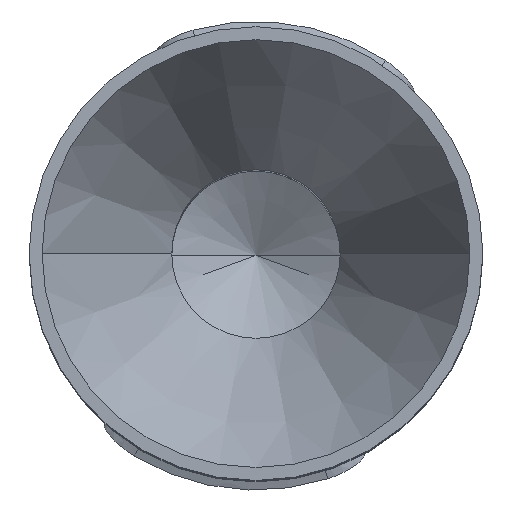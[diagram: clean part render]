
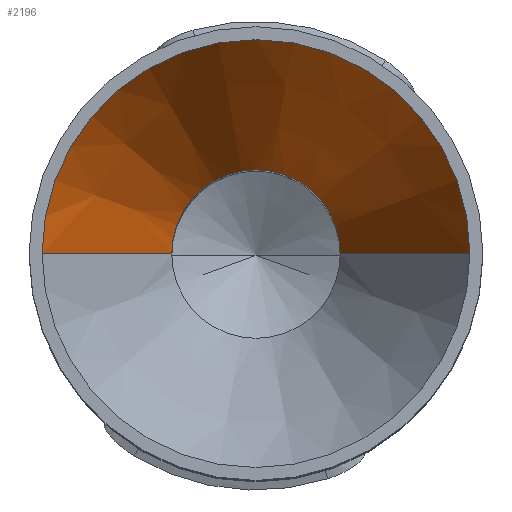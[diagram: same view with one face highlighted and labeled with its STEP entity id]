
A CAD part, top view. The second image highlights one B-rep face of the part: STEP entity #2196.
In plain terms, the highlighted conical face has half-angle 29.22 degrees and reference radius 1.15 mm.
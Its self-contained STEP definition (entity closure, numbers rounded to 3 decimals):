
#1=CARTESIAN_POINT('',(0.,0.,9.473));
#2=DIRECTION('',(0.,0.,-1.));
#3=DIRECTION('',(-1.,0.,0.));
#4=AXIS2_PLACEMENT_3D('',#1,#2,#3);
#6=DIRECTION('',(0.488,0.,-0.873));
#7=VECTOR('',#6,2.049);
#8=CARTESIAN_POINT('',(-1.65,0.,9.473));
#9=LINE('',#8,#7);
#10=DIRECTION('',(-0.488,0.,-0.873));
#11=VECTOR('',#10,2.049);
#12=CARTESIAN_POINT('',(1.65,0.,9.473));
#13=LINE('',#12,#11);
#37=CARTESIAN_POINT('',(0.,0.,7.685));
#38=DIRECTION('',(0.,0.,-1.));
#39=DIRECTION('',(-1.,0.,0.));
#40=AXIS2_PLACEMENT_3D('',#37,#38,#39);
#1905=CARTESIAN_POINT('',(-1.65,0.,9.473));
#1906=CARTESIAN_POINT('',(1.65,0.,9.473));
#1907=VERTEX_POINT('',#1905);
#1908=VERTEX_POINT('',#1906);
#2173=CARTESIAN_POINT('',(-0.65,0.,7.685));
#2174=VERTEX_POINT('',#2173);
#2175=CARTESIAN_POINT('',(0.65,0.,7.685));
#2176=VERTEX_POINT('',#2175);
#2181=CARTESIAN_POINT('',(0.,0.,8.579));
#2182=DIRECTION('',(0.,0.,1.));
#2183=DIRECTION('',(-1.,0.,0.));
#2184=AXIS2_PLACEMENT_3D('',#2181,#2182,#2183);
#2185=CONICAL_SURFACE('',#2184,1.15,29.22);
#2187=ORIENTED_EDGE('',*,*,#2186,.F.);
#2189=ORIENTED_EDGE('',*,*,#2188,.T.);
#2191=ORIENTED_EDGE('',*,*,#2190,.T.);
#2193=ORIENTED_EDGE('',*,*,#2192,.F.);
#2194=EDGE_LOOP('',(#2187,#2189,#2191,#2193));
#2195=FACE_OUTER_BOUND('',#2194,.F.);
#2196=ADVANCED_FACE('',(#2195),#2185,.F.);
#5=CIRCLE('',#4,1.65);
#41=CIRCLE('',#40,0.65);
#2186=EDGE_CURVE('',#1907,#2174,#9,.T.);
#2188=EDGE_CURVE('',#1907,#1908,#5,.T.);
#2190=EDGE_CURVE('',#1908,#2176,#13,.T.);
#2192=EDGE_CURVE('',#2174,#2176,#41,.T.);
